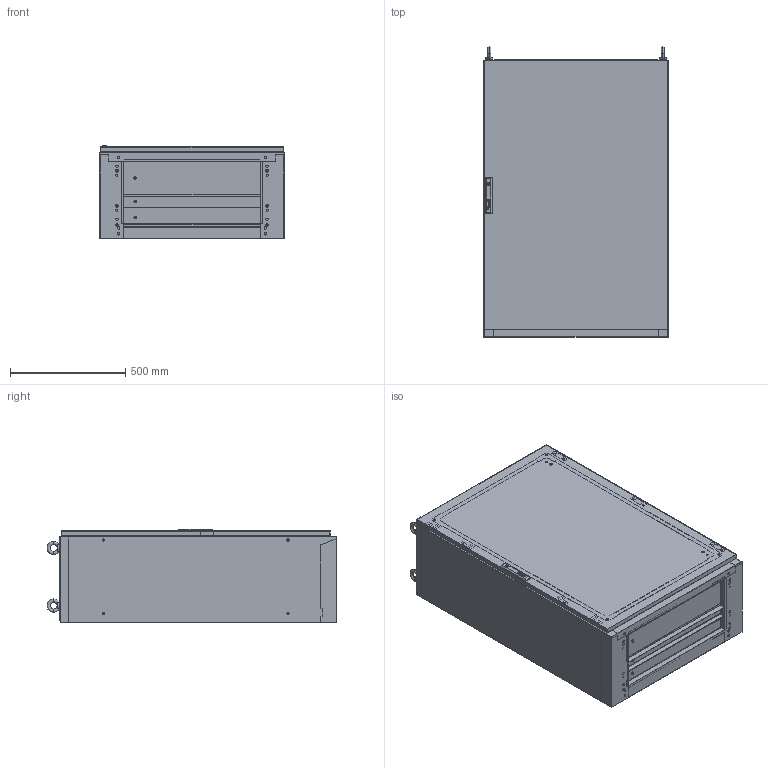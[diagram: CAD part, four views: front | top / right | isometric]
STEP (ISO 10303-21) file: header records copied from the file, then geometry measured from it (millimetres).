
FILE_DESCRIPTION (( 'STEP AP214' ), '1' );
FILE_NAME ('0390-8012-40-17.step', '2022-07-28T11:19:17', ( '' ), ( '' ), 'SwSTEP 2.0', 'SolidWorks 2019', '' );
FILE_SCHEMA (( 'AUTOMOTIVE_DESIGN' ));
Length unit declared in the file: millimetre
Products named in the file (14): arretierwinkel_li_s; rasthalterung_re_s; MontageplatteKPL_s_0348-8012-00-13; MPGleitschuh_s; TuerR_s_0395-8012-00-97; 0390-8012-40-17; arretierwinkel_re_s; MontageplatteZubehoer_s; Montageplatte_s_8012; Dachplatte_ss_0390-8000-40-07; Korpus_ss_8012-40; Bodenplattensatz_s_0396-8000-40-03; rasthalterung_li_s; 3080-9036-03-48 Schutzleiterschraube
Assembly tree (14 placements, depth 4):
  0390-8012-40-17
    Korpus_ss_8012-40
    TuerR_s_0395-8012-00-97
    Dachplatte_ss_0390-8000-40-07
    Bodenplattensatz_s_0396-8000-40-03
    MontageplatteKPL_s_0348-8012-00-13
      Montageplatte_s_8012
      MontageplatteZubehoer_s
        arretierwinkel_li_s
        arretierwinkel_re_s
        rasthalterung_li_s
        rasthalterung_re_s
        3080-9036-03-48 Schutzleiterschraube
        MPGleitschuh_s  x2
Bounding box: 800 x 1257.99 x 407.5 mm (x, y, z)
Volume: 10567739.7 mm3; surface area: 10691247.3 mm2
Topology: 61 solids, 61 shells, 4439 faces, 11681 edges, 7709 vertices
Faces by surface type: plane 2546, cylinder 1656, cone 201, torus 24, bspline 12
Entity records: 165045 total; most frequent: CARTESIAN_POINT 25957, DIRECTION 23727, ORIENTED_EDGE 23254, EDGE_CURVE 11627, AXIS2_PLACEMENT_3D 8013, LINE 7701, VECTOR 7701, VERTEX_POINT 7675
